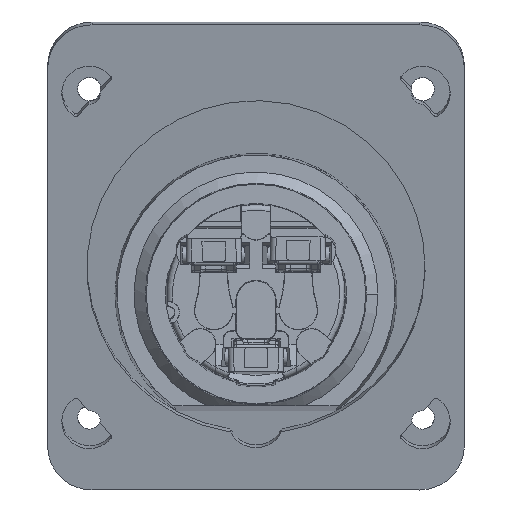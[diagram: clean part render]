
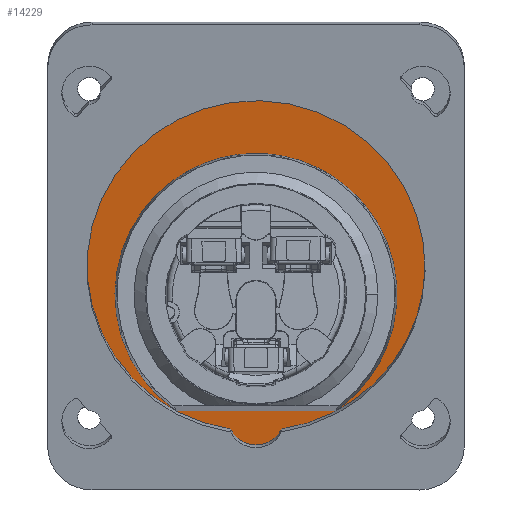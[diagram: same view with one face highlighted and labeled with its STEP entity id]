
A CAD part, left-side view. The second image highlights one B-rep face of the part: STEP entity #14229.
In plain terms, the highlighted planar face has unit normal (-0.985, 0, -0.174).
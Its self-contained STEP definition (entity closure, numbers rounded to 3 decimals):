
#1917=CARTESIAN_POINT('',(26.354,4.76,-25.632));
#1918=CARTESIAN_POINT('',(26.365,4.691,-25.697));
#1919=CARTESIAN_POINT('',(26.387,4.549,-25.823));
#1920=CARTESIAN_POINT('',(26.43,4.256,-26.063));
#1921=CARTESIAN_POINT('',(26.538,3.41,-26.675));
#1922=CARTESIAN_POINT('',(26.663,1.827,-27.388));
#1923=CARTESIAN_POINT('',(26.702,-0.483,
-27.61));
#1924=CARTESIAN_POINT('',(26.624,-2.364,
-27.166));
#1925=CARTESIAN_POINT('',(26.516,-3.55,
-26.554));
#1926=CARTESIAN_POINT('',(26.441,-4.179,
-26.125));
#1927=CARTESIAN_POINT('',(26.392,-4.52,
-25.849));
#1928=CARTESIAN_POINT('',(26.361,-4.713,
-25.676));
#1929=CARTESIAN_POINT('',(26.354,-4.76,
-25.632));
#1931=CARTESIAN_POINT('',(26.354,-4.76,
-25.632));
#1932=CARTESIAN_POINT('',(26.248,-8.616,
-25.033));
#1933=CARTESIAN_POINT('',(25.777,-16.088,
-22.361));
#1934=CARTESIAN_POINT('',(24.363,-25.232,
-14.343));
#1935=CARTESIAN_POINT('',(22.399,-30.774,
-3.204));
#1936=CARTESIAN_POINT('',(20.536,-31.4,7.364));
#1937=CARTESIAN_POINT('',(19.108,-29.403,15.46));
#1938=CARTESIAN_POINT('',(18.112,-26.731,21.108));
#1939=CARTESIAN_POINT('',(17.228,-22.976,26.123));
#1940=CARTESIAN_POINT('',(16.495,-18.3,30.28));
#1941=CARTESIAN_POINT('',(15.942,-12.898,33.417));
#1942=CARTESIAN_POINT('',(15.59,-6.991,35.414));
#1943=CARTESIAN_POINT('',(15.451,-0.797,
36.198));
#1944=CARTESIAN_POINT('',(15.534,5.444,35.731));
#1945=CARTESIAN_POINT('',(15.835,11.474,34.025));
#1946=CARTESIAN_POINT('',(16.342,17.041,31.146));
#1947=CARTESIAN_POINT('',(17.033,21.908,27.226));
#1948=CARTESIAN_POINT('',(17.882,25.9,22.412));
#1949=CARTESIAN_POINT('',(18.855,28.856,16.892));
#1950=CARTESIAN_POINT('',(19.915,30.65,10.884));
#1951=CARTESIAN_POINT('',(21.015,31.207,4.646));
#1952=CARTESIAN_POINT('',(22.112,30.509,-1.578));
#1953=CARTESIAN_POINT('',(23.164,28.578,-7.545));
#1954=CARTESIAN_POINT('',(24.125,25.501,-12.991));
#1955=CARTESIAN_POINT('',(24.956,21.408,-17.706));
#1956=CARTESIAN_POINT('',(25.627,16.468,-21.509));
#1957=CARTESIAN_POINT('',(26.112,10.855,-24.26));
#1958=CARTESIAN_POINT('',(26.297,6.814,-25.313));
#1959=CARTESIAN_POINT('',(26.354,4.76,-25.632));
#1961=DIRECTION('',(0.,-1.,0.));
#1962=VECTOR('',#1961,28.616);
#1963=CARTESIAN_POINT('',(25.544,14.308,-21.042));
#1964=LINE('',#1963,#1962);
#1979=CARTESIAN_POINT('',(25.544,14.308,-21.042));
#1980=CARTESIAN_POINT('',(25.343,15.977,-19.903));
#1981=CARTESIAN_POINT('',(24.962,18.509,-17.737));
#1982=CARTESIAN_POINT('',(24.259,21.499,-13.753));
#1983=CARTESIAN_POINT('',(23.636,23.39,-10.218));
#1984=CARTESIAN_POINT('',(22.925,24.764,-6.186));
#1985=CARTESIAN_POINT('',(22.146,25.461,-1.77));
#1986=CARTESIAN_POINT('',(21.331,25.355,2.85));
#1987=CARTESIAN_POINT('',(20.52,24.39,7.452));
#1988=CARTESIAN_POINT('',(19.754,22.593,11.797));
#1989=CARTESIAN_POINT('',(19.071,20.075,15.673));
#1990=CARTESIAN_POINT('',(18.497,17.011,18.927));
#1991=CARTESIAN_POINT('',(18.046,13.603,21.483));
#1992=CARTESIAN_POINT('',(17.719,10.048,23.336));
#1993=CARTESIAN_POINT('',(17.542,7.102,24.34));
#1994=CARTESIAN_POINT('',(17.45,4.817,24.862));
#1995=CARTESIAN_POINT('',(17.404,3.149,25.125));
#1996=CARTESIAN_POINT('',(17.382,1.807,25.248));
#1997=CARTESIAN_POINT('',(17.374,0.763,25.296));
#1998=CARTESIAN_POINT('',(17.372,0.,
25.307));
#1999=CARTESIAN_POINT('',(17.374,-0.763,
25.296));
#2000=CARTESIAN_POINT('',(17.382,-1.807,25.248));
#2001=CARTESIAN_POINT('',(17.404,-3.149,25.125));
#2002=CARTESIAN_POINT('',(17.45,-4.817,24.862));
#2003=CARTESIAN_POINT('',(17.542,-7.102,24.34));
#2004=CARTESIAN_POINT('',(17.719,-10.048,23.336));
#2005=CARTESIAN_POINT('',(18.046,-13.603,21.483));
#2006=CARTESIAN_POINT('',(18.497,-17.011,18.927));
#2007=CARTESIAN_POINT('',(19.071,-20.075,15.673));
#2008=CARTESIAN_POINT('',(19.754,-22.593,11.797));
#2009=CARTESIAN_POINT('',(20.52,-24.39,7.452));
#2010=CARTESIAN_POINT('',(21.331,-25.355,2.85));
#2011=CARTESIAN_POINT('',(22.146,-25.461,
-1.77));
#2012=CARTESIAN_POINT('',(22.925,-24.764,
-6.186));
#2013=CARTESIAN_POINT('',(23.636,-23.39,
-10.218));
#2014=CARTESIAN_POINT('',(24.259,-21.499,
-13.753));
#2015=CARTESIAN_POINT('',(24.962,-18.509,
-17.737));
#2016=CARTESIAN_POINT('',(25.343,-15.977,
-19.903));
#2017=CARTESIAN_POINT('',(25.544,-14.308,
-21.042));
#10437=VERTEX_POINT('',#1917);
#10438=VERTEX_POINT('',#1929);
#10475=CARTESIAN_POINT('',(25.544,14.308,
-21.042));
#10476=CARTESIAN_POINT('',(25.544,-14.308,
-21.042));
#10477=VERTEX_POINT('',#10475);
#10478=VERTEX_POINT('',#10476);
#14214=CARTESIAN_POINT('',(13.278,0.,48.525));
#14215=DIRECTION('',(0.985,0.,0.174));
#14216=DIRECTION('',(0.174,0.,-0.985));
#14217=AXIS2_PLACEMENT_3D('',#14214,#14215,#14216);
#14218=PLANE('',#14217);
#14219=ORIENTED_EDGE('',*,*,#14208,.F.);
#14220=ORIENTED_EDGE('',*,*,#14138,.F.);
#14221=EDGE_LOOP('',(#14219,#14220));
#14222=FACE_OUTER_BOUND('',#14221,.F.);
#14224=ORIENTED_EDGE('',*,*,#14223,.T.);
#14226=ORIENTED_EDGE('',*,*,#14225,.F.);
#14227=EDGE_LOOP('',(#14224,#14226));
#14228=FACE_BOUND('',#14227,.F.);
#14229=ADVANCED_FACE('',(#14222,#14228),#14218,.F.);
#1930=B_SPLINE_CURVE_WITH_KNOTS('',3,(#1917,#1918,#1919,#1920,#1921,#1922,#1923,
#1924,#1925,#1926,#1927,#1928,#1929),.UNSPECIFIED.,.F.,.F.,(4,1,1,1,1,1,1,1,1,1,
4),(0.,0.027,0.055,0.109,
0.327,0.545,0.763,0.872,
0.927,0.982,1.),.UNSPECIFIED.);
#1960=B_SPLINE_CURVE_WITH_KNOTS('',3,(#1931,#1932,#1933,#1934,#1935,#1936,#1937,
#1938,#1939,#1940,#1941,#1942,#1943,#1944,#1945,#1946,#1947,#1948,#1949,#1950,
#1951,#1952,#1953,#1954,#1955,#1956,#1957,#1958,#1959),.UNSPECIFIED.,.F.,.F.,(4,
1,1,1,1,1,1,1,1,1,1,1,1,1,1,1,1,1,1,1,1,1,1,1,1,1,4),(0.,0.063,
0.125,0.193,0.261,0.295,
0.329,0.362,0.396,0.429,
0.462,0.496,0.529,0.563,
0.596,0.63,0.663,0.697,
0.731,0.765,0.799,0.832,
0.866,0.9,0.933,0.967,1.),
.UNSPECIFIED.);
#2018=B_SPLINE_CURVE_WITH_KNOTS('',3,(#1979,#1980,#1981,#1982,#1983,#1984,#1985,
#1986,#1987,#1988,#1989,#1990,#1991,#1992,#1993,#1994,#1995,#1996,#1997,#1998,
#1999,#2000,#2001,#2002,#2003,#2004,#2005,#2006,#2007,#2008,#2009,#2010,#2011,
#2012,#2013,#2014,#2015,#2016,#2017),.UNSPECIFIED.,.F.,.F.,(4,1,1,1,1,1,1,1,1,1,
1,1,1,1,1,1,1,1,1,1,1,1,1,1,1,1,1,1,1,1,1,1,1,1,1,1,4),(0.,0.063,0.094,
0.125,0.156,0.188,0.219,0.25,0.281,0.313,0.344,
0.375,0.406,0.438,0.453,0.469,0.484,0.492,0.5,
0.508,0.516,0.531,0.547,0.563,0.594,0.625,
0.656,0.688,0.719,0.75,0.781,0.813,0.844,0.875,
0.906,0.938,1.),.UNSPECIFIED.);
#14138=EDGE_CURVE('',#10438,#10437,#1960,.T.);
#14208=EDGE_CURVE('',#10437,#10438,#1930,.T.);
#14223=EDGE_CURVE('',#10477,#10478,#1964,.T.);
#14225=EDGE_CURVE('',#10477,#10478,#2018,.T.);
